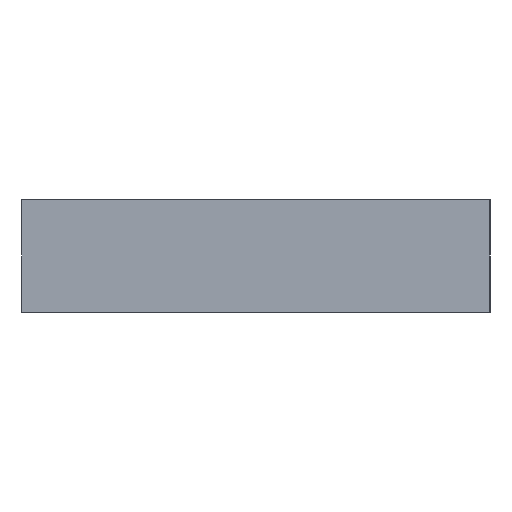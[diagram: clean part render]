
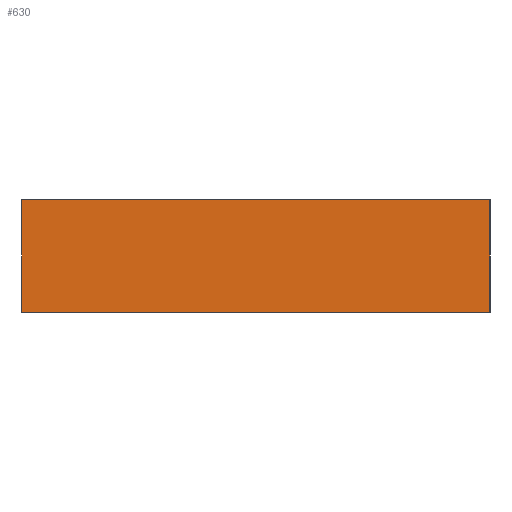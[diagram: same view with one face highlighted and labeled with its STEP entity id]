
A CAD part, left-side view. The second image highlights one B-rep face of the part: STEP entity #630.
In plain terms, the highlighted planar face has unit normal (-1, 0, 0).
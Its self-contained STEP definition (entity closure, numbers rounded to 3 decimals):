
#52=FACE_OUTER_BOUND('',#82,.T.);
#82=EDGE_LOOP('',(#507,#508,#509,#510));
#174=LINE('',#987,#258);
#175=LINE('',#990,#259);
#176=LINE('',#992,#260);
#177=LINE('',#993,#261);
#258=VECTOR('',#815,10.);
#259=VECTOR('',#818,10.);
#260=VECTOR('',#819,10.);
#261=VECTOR('',#820,10.);
#315=VERTEX_POINT('',#980);
#318=VERTEX_POINT('',#985);
#319=VERTEX_POINT('',#989);
#320=VERTEX_POINT('',#991);
#398=EDGE_CURVE('',#315,#318,#174,.T.);
#399=EDGE_CURVE('',#319,#315,#175,.T.);
#400=EDGE_CURVE('',#320,#318,#176,.T.);
#401=EDGE_CURVE('',#319,#320,#177,.T.);
#507=ORIENTED_EDGE('',*,*,#399,.T.);
#508=ORIENTED_EDGE('',*,*,#398,.T.);
#509=ORIENTED_EDGE('',*,*,#400,.F.);
#510=ORIENTED_EDGE('',*,*,#401,.F.);
#600=PLANE('',#683);
#630=ADVANCED_FACE('',(#52),#600,.T.);
#683=AXIS2_PLACEMENT_3D('',#988,#816,#817);
#815=DIRECTION('',(0.,0.,1.));
#816=DIRECTION('center_axis',(-1.,0.,0.));
#817=DIRECTION('ref_axis',(0.,-1.,0.));
#818=DIRECTION('',(0.,-1.,0.));
#819=DIRECTION('',(0.,-1.,0.));
#820=DIRECTION('',(0.,0.,1.));
#980=CARTESIAN_POINT('',(0.,0.,0.));
#985=CARTESIAN_POINT('',(0.,0.,103.));
#987=CARTESIAN_POINT('',(0.,0.,0.));
#988=CARTESIAN_POINT('Origin',(0.,428.,0.));
#989=CARTESIAN_POINT('',(0.,428.,0.));
#990=CARTESIAN_POINT('',(0.,428.,0.));
#991=CARTESIAN_POINT('',(0.,428.,103.));
#992=CARTESIAN_POINT('',(0.,428.,103.));
#993=CARTESIAN_POINT('',(0.,428.,0.));
